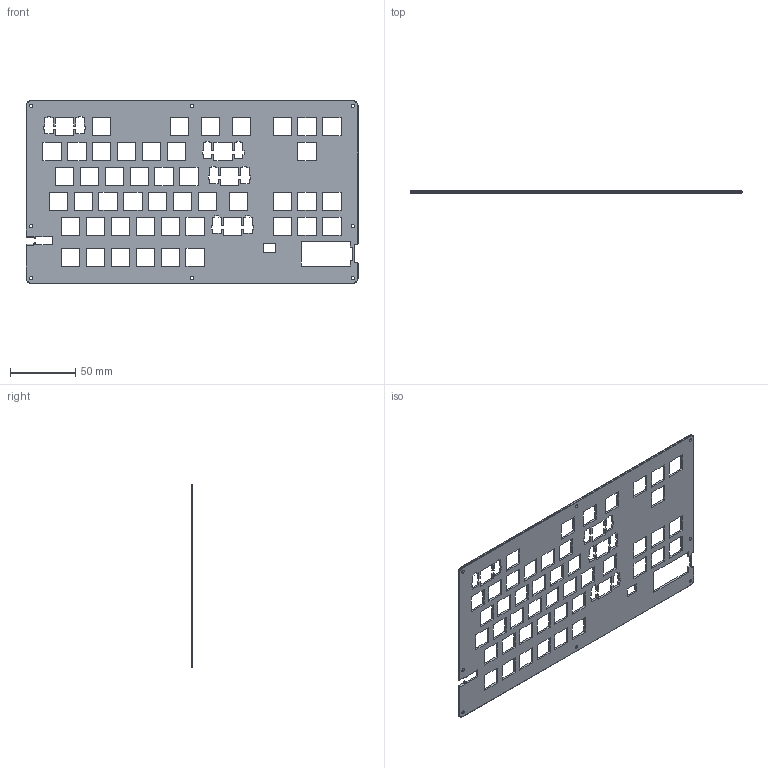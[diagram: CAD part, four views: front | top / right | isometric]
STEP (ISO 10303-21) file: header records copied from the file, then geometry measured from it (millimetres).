
FILE_DESCRIPTION(/* description */ (''),/* implementation_level */ '2;1');
FILE_NAME(/* name */ 'right plate.step',/* time_stamp */ '2023-08-10T13:17:52+09:00',/* author */ (''),/* organization */ (''),/* preprocessor_version */ 'ST-DEVELOPER v19.2',/* originating_system */ 'Autodesk Translation Framework v12.6.0.85',/* authorisation */ '');
FILE_SCHEMA (('AUTOMOTIVE_DESIGN { 1 0 10303 214 3 1 1 }'));
Length unit declared in the file: millimetre
Products named in the file (1): plate
Bounding box: 254.31 x 1.5 x 140.01 mm (x, y, z)
Volume: 36020.4 mm3; surface area: 54131.6 mm2
Topology: 1 solids, 1 shells, 407 faces, 1198 edges, 792 vertices
Faces by surface type: plane 371, cylinder 20, cone 16
Full cylindrical faces by diameter (mm): 2.5 x8
Entity records: 13547 total; most frequent: CARTESIAN_POINT 2443, ORIENTED_EDGE 2396, DIRECTION 2048, EDGE_CURVE 1198, LINE 1120, VECTOR 1120, VERTEX_POINT 792, EDGE_LOOP 526
